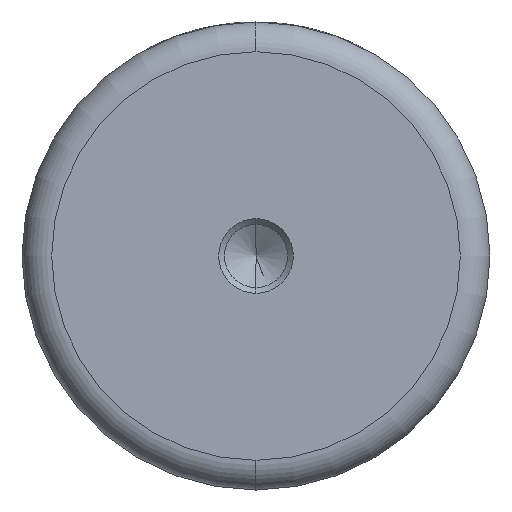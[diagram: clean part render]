
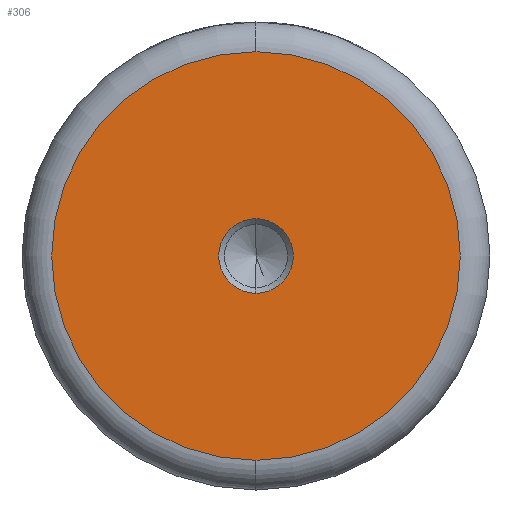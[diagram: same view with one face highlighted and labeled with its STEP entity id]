
A CAD part, left-side view. The second image highlights one B-rep face of the part: STEP entity #306.
In plain terms, the highlighted planar face has unit normal (-1, 0, 0).
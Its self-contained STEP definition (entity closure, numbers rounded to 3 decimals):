
#217 = ORIENTED_EDGE ( 'NONE', *, *, #1424, .T. ) ;
#228 = CARTESIAN_POINT ( 'NONE',  ( 0., 0., 27.5 ) ) ;
#254 = EDGE_CURVE ( 'NONE', #1302, #1300, #1165, .T. ) ;
#256 = DIRECTION ( 'NONE',  ( -1., 0., 0. ) ) ;
#306 = ADVANCED_FACE ( 'NONE', ( #766, #1179 ), #813, .T. ) ;
#316 = CARTESIAN_POINT ( 'NONE',  ( 0., 0., 0. ) ) ;
#343 = DIRECTION ( 'NONE',  ( -1., 0., 0. ) ) ;
#377 = EDGE_LOOP ( 'NONE', ( #217, #845 ) ) ;
#437 = DIRECTION ( 'NONE',  ( 0., 0., 1. ) ) ;
#447 = EDGE_LOOP ( 'NONE', ( #655, #486 ) ) ;
#464 = AXIS2_PLACEMENT_3D ( 'NONE', #1393, #810, #1385 ) ;
#467 = CARTESIAN_POINT ( 'NONE',  ( 0., 0., -27.5 ) ) ;
#486 = ORIENTED_EDGE ( 'NONE', *, *, #1512, .F. ) ;
#496 = CIRCLE ( 'NONE', #1265, 5.025 ) ;
#607 = DIRECTION ( 'NONE',  ( -1., 0., 0. ) ) ;
#655 = ORIENTED_EDGE ( 'NONE', *, *, #1460, .F. ) ;
#766 = FACE_BOUND ( 'NONE', #447, .T. ) ;
#810 = DIRECTION ( 'NONE',  ( -1., 0., 0. ) ) ;
#813 = PLANE ( 'NONE',  #464 ) ;
#831 = VERTEX_POINT ( 'NONE', #1223 ) ;
#841 = CIRCLE ( 'NONE', #1183, 27.5 ) ;
#845 = ORIENTED_EDGE ( 'NONE', *, *, #254, .T. ) ;
#853 = VERTEX_POINT ( 'NONE', #1490 ) ;
#952 = CARTESIAN_POINT ( 'NONE',  ( 0., 0., 0. ) ) ;
#1030 = CARTESIAN_POINT ( 'NONE',  ( 0., 0., 0. ) ) ;
#1038 = CIRCLE ( 'NONE', #1337, 5.025 ) ;
#1068 = DIRECTION ( 'NONE',  ( 0., 0., 1. ) ) ;
#1125 = DIRECTION ( 'NONE',  ( -1., 0., 0. ) ) ;
#1152 = DIRECTION ( 'NONE',  ( 0., 0., 1. ) ) ;
#1165 = CIRCLE ( 'NONE', #1339, 27.5 ) ;
#1179 = FACE_OUTER_BOUND ( 'NONE', #377, .T. ) ;
#1183 = AXIS2_PLACEMENT_3D ( 'NONE', #952, #256, #1068 ) ;
#1223 = CARTESIAN_POINT ( 'NONE',  ( 0., 0., -5.025 ) ) ;
#1265 = AXIS2_PLACEMENT_3D ( 'NONE', #1303, #607, #1425 ) ;
#1300 = VERTEX_POINT ( 'NONE', #228 ) ;
#1302 = VERTEX_POINT ( 'NONE', #467 ) ;
#1303 = CARTESIAN_POINT ( 'NONE',  ( 0., 0., 0. ) ) ;
#1337 = AXIS2_PLACEMENT_3D ( 'NONE', #316, #1125, #437 ) ;
#1339 = AXIS2_PLACEMENT_3D ( 'NONE', #1030, #343, #1152 ) ;
#1385 = DIRECTION ( 'NONE',  ( 0., 0., 1. ) ) ;
#1393 = CARTESIAN_POINT ( 'NONE',  ( 0., 0., 0. ) ) ;
#1424 = EDGE_CURVE ( 'NONE', #1300, #1302, #841, .T. ) ;
#1425 = DIRECTION ( 'NONE',  ( 0., 0., 1. ) ) ;
#1460 = EDGE_CURVE ( 'NONE', #853, #831, #496, .T. ) ;
#1490 = CARTESIAN_POINT ( 'NONE',  ( 0., 0., 5.025 ) ) ;
#1512 = EDGE_CURVE ( 'NONE', #831, #853, #1038, .T. ) ;
